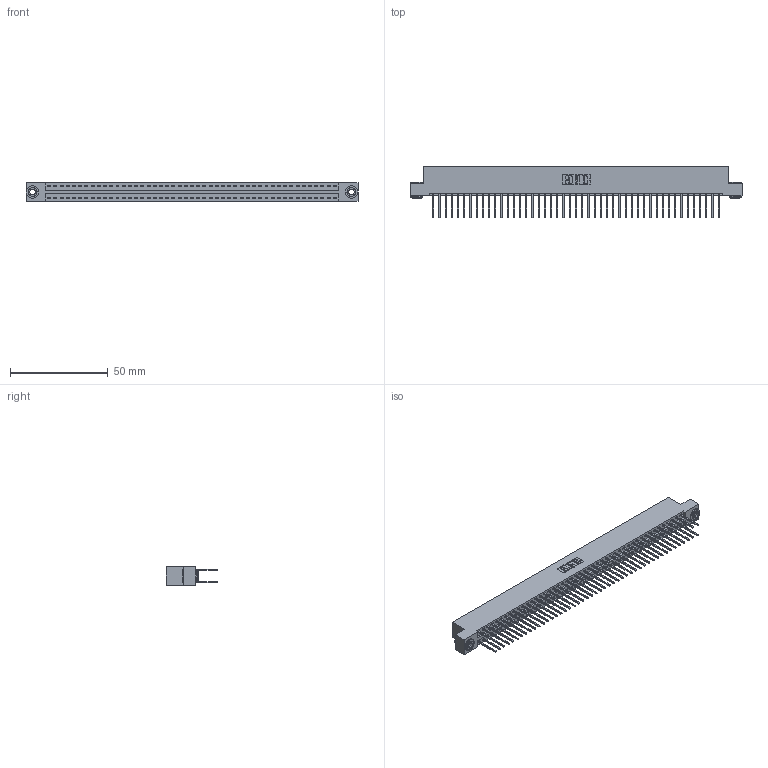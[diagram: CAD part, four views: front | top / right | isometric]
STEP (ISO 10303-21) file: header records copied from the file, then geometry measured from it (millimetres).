
FILE_DESCRIPTION (( 'STEP AP203' ), '1' );
FILE_NAME ('346-094-522-203.STEP', '2022-05-26T09:52:51', ( '' ), ( '' ), 'SwSTEP 2.0', 'SolidWorks 2020', '' );
FILE_SCHEMA (( 'CONFIG_CONTROL_DESIGN' ));
Length unit declared in the file: inch
Products named in the file (4): 346 Part_Flush Mounting Lugs - 0.156 Dia-TH; 345-292-001_345-293-122; 346-094-522-203; 345-250-002_345-250-002-102
Assembly tree (97 placements, depth 2):
  346-094-522-203
    346 Part_Flush Mounting Lugs - 0.156 Dia-TH
    345-292-001_345-293-122  x94
    345-250-002_345-250-002-102  x2
Bounding box: 169.8 x 26.42 x 9.4 mm (x, y, z)
Volume: 16838.5 mm3; surface area: 24589.5 mm2
Topology: 97 solids, 97 shells, 5062 faces, 15011 edges, 9878 vertices
Faces by surface type: plane 3390, cylinder 1664, cone 8
Entity records: 31084 total; most frequent: CARTESIAN_POINT 5097, ORIENTED_EDGE 5022, DIRECTION 4573, EDGE_CURVE 2511, VECTOR 2167, LINE 2167, VERTEX_POINT 1670, AXIS2_PLACEMENT_3D 1203
